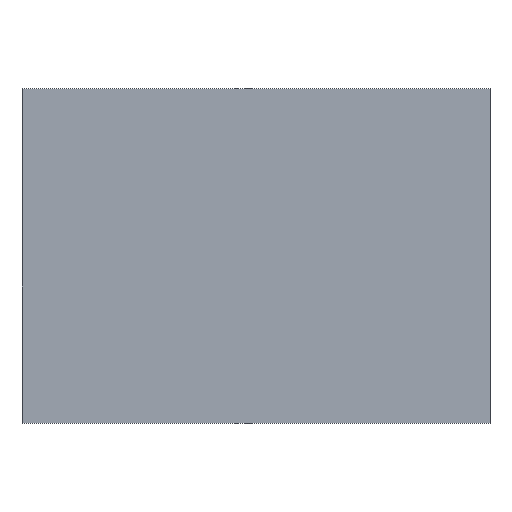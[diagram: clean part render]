
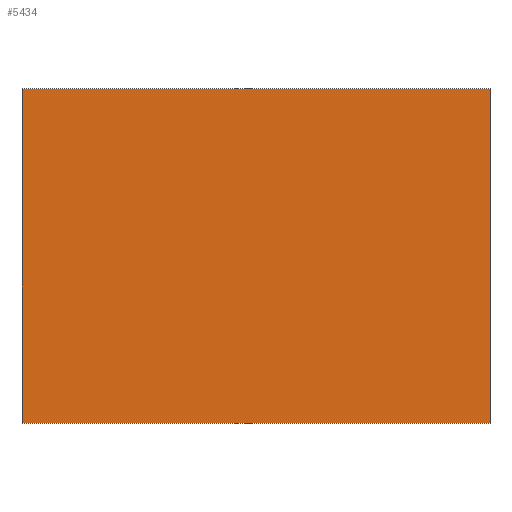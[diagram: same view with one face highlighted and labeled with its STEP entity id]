
A CAD part, top view. The second image highlights one B-rep face of the part: STEP entity #5434.
In plain terms, the highlighted planar face has unit normal (0, 0, 1).
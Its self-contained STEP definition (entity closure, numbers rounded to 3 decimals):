
#1971=DIRECTION('',(1.,0.,0.));
#1972=VECTOR('',#1971,14.);
#1973=CARTESIAN_POINT('',(-7.,-5.,1.24));
#1974=LINE('',#1973,#1972);
#1978=DIRECTION('',(0.,-1.,0.));
#1979=VECTOR('',#1978,10.);
#1980=CARTESIAN_POINT('',(-7.,5.,1.24));
#1981=LINE('',#1980,#1979);
#1985=DIRECTION('',(-1.,0.,0.));
#1986=VECTOR('',#1985,14.);
#1987=CARTESIAN_POINT('',(7.,5.,1.24));
#1988=LINE('',#1987,#1986);
#1992=DIRECTION('',(0.,1.,0.));
#1993=VECTOR('',#1992,10.);
#1994=CARTESIAN_POINT('',(7.,-5.,1.24));
#1995=LINE('',#1994,#1993);
#3879=CARTESIAN_POINT('',(-7.,-5.,1.24));
#3880=CARTESIAN_POINT('',(7.,-5.,1.24));
#3881=VERTEX_POINT('',#3879);
#3882=VERTEX_POINT('',#3880);
#3883=CARTESIAN_POINT('',(7.,5.,1.24));
#3884=VERTEX_POINT('',#3883);
#3885=CARTESIAN_POINT('',(-7.,5.,1.24));
#3886=VERTEX_POINT('',#3885);
#5423=CARTESIAN_POINT('',(0.,0.,1.24));
#5424=DIRECTION('',(0.,0.,1.));
#5425=DIRECTION('',(1.,0.,0.));
#5426=AXIS2_PLACEMENT_3D('',#5423,#5424,#5425);
#5427=PLANE('',#5426);
#5428=ORIENTED_EDGE('',*,*,#5327,.F.);
#5429=ORIENTED_EDGE('',*,*,#5354,.F.);
#5430=ORIENTED_EDGE('',*,*,#5380,.F.);
#5431=ORIENTED_EDGE('',*,*,#5405,.F.);
#5432=EDGE_LOOP('',(#5428,#5429,#5430,#5431));
#5433=FACE_OUTER_BOUND('',#5432,.F.);
#5434=ADVANCED_FACE('',(#5433),#5427,.T.);
#5327=EDGE_CURVE('',#3881,#3882,#1974,.T.);
#5354=EDGE_CURVE('',#3886,#3881,#1981,.T.);
#5380=EDGE_CURVE('',#3884,#3886,#1988,.T.);
#5405=EDGE_CURVE('',#3882,#3884,#1995,.T.);
